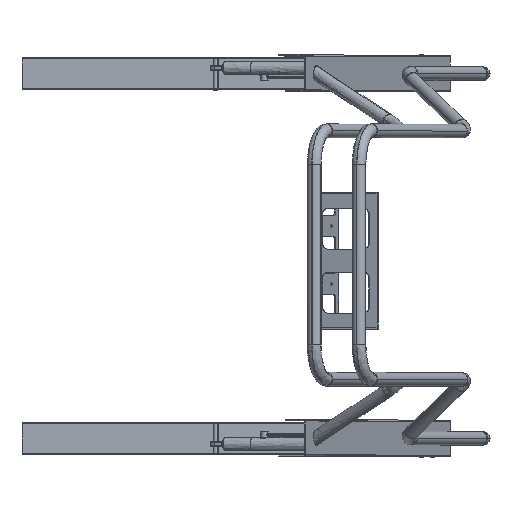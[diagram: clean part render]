
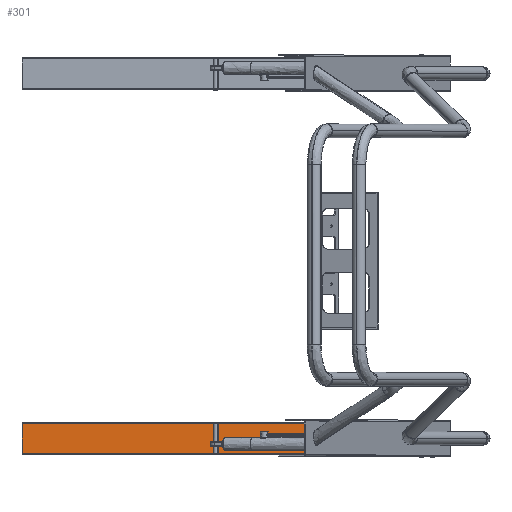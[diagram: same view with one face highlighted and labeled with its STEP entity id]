
A CAD part, top view. The second image highlights one B-rep face of the part: STEP entity #301.
In plain terms, the highlighted free-form (B-spline) face has degree [1, 1] with [2, 2] control points.
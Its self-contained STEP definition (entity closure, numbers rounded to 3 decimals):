
#213 = EDGE_CURVE('',#214,#216,#218,.T.);
#214 = VERTEX_POINT('',#215);
#215 = CARTESIAN_POINT('',(-385.736,23.676,4.932
    ));
#216 = VERTEX_POINT('',#217);
#217 = CARTESIAN_POINT('',(-385.736,-104.567,4.932
    ));
#218 = B_SPLINE_CURVE_WITH_KNOTS('',1,(#219,#220),.UNSPECIFIED.,.F.,.F.,
  (2,2),(0.,130.),.PIECEWISE_BEZIER_KNOTS.);
#219 = CARTESIAN_POINT('',(-385.736,23.676,4.932
    ));
#220 = CARTESIAN_POINT('',(-385.736,-104.567,4.932
    ));
#249 = EDGE_CURVE('',#250,#252,#254,.T.);
#250 = VERTEX_POINT('',#251);
#251 = CARTESIAN_POINT('',(1439.256,-104.567,
    4.932));
#252 = VERTEX_POINT('',#253);
#253 = CARTESIAN_POINT('',(1439.256,23.676,
    4.932));
#254 = B_SPLINE_CURVE_WITH_KNOTS('',1,(#255,#256),.UNSPECIFIED.,.F.,.F.,
  (2,2),(-130.,0.),.PIECEWISE_BEZIER_KNOTS.);
#255 = CARTESIAN_POINT('',(1439.256,-104.567,
    4.932));
#256 = CARTESIAN_POINT('',(1439.256,23.676,
    4.932));
#301 = ADVANCED_FACE('',(#302),#316,.T.);
#302 = FACE_BOUND('',#303,.T.);
#303 = EDGE_LOOP('',(#304,#305,#310,#311));
#304 = ORIENTED_EDGE('',*,*,#213,.T.);
#305 = ORIENTED_EDGE('',*,*,#306,.T.);
#306 = EDGE_CURVE('',#216,#250,#307,.T.);
#307 = B_SPLINE_CURVE_WITH_KNOTS('',1,(#308,#309),.UNSPECIFIED.,.F.,.F.,
  (2,2),(0.,1850.),.PIECEWISE_BEZIER_KNOTS.);
#308 = CARTESIAN_POINT('',(-385.736,-104.567,4.932
    ));
#309 = CARTESIAN_POINT('',(1439.256,-104.567,
    4.932));
#310 = ORIENTED_EDGE('',*,*,#249,.T.);
#311 = ORIENTED_EDGE('',*,*,#312,.T.);
#312 = EDGE_CURVE('',#252,#214,#313,.T.);
#313 = B_SPLINE_CURVE_WITH_KNOTS('',1,(#314,#315),.UNSPECIFIED.,.F.,.F.,
  (2,2),(-1850.,-0.),.PIECEWISE_BEZIER_KNOTS.);
#314 = CARTESIAN_POINT('',(1439.256,23.676,
    4.932));
#315 = CARTESIAN_POINT('',(-385.736,23.676,4.932
    ));
#316 = B_SPLINE_SURFACE_WITH_KNOTS('',1,1,(
    (#317,#318)
    ,(#319,#320
    )),.UNSPECIFIED.,.F.,.F.,.F.,(2,2),(2,2),(-925.,925.),(-65.,65.),
  .PIECEWISE_BEZIER_KNOTS.);
#317 = CARTESIAN_POINT('',(-385.736,-104.567,4.932
    ));
#318 = CARTESIAN_POINT('',(-385.736,23.676,4.932
    ));
#319 = CARTESIAN_POINT('',(1439.256,-104.567,
    4.932));
#320 = CARTESIAN_POINT('',(1439.256,23.676,
    4.932));
